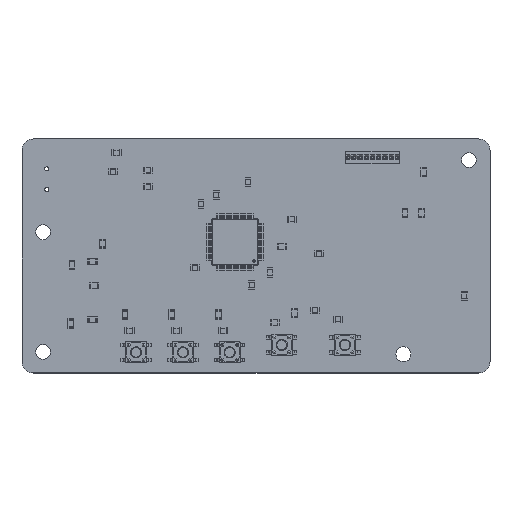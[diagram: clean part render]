
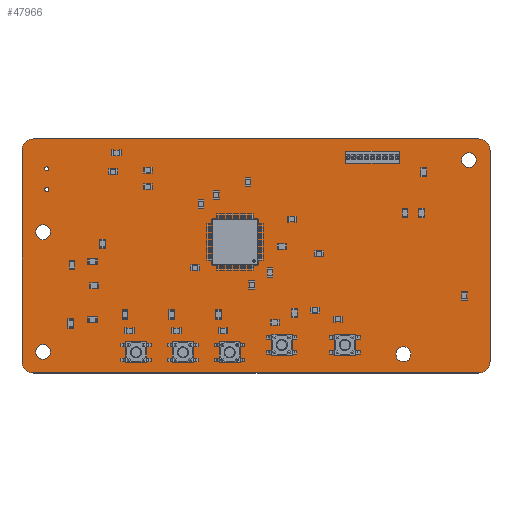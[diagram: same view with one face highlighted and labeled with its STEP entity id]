
A CAD part, top view. The second image highlights one B-rep face of the part: STEP entity #47966.
In plain terms, the highlighted planar face has unit normal (0, 0, 1).
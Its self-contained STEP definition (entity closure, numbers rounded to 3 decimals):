
#47652 = VERTEX_POINT('',#47653);
#47653 = CARTESIAN_POINT('',(195.025,-73.6,1.6));
#47659 = EDGE_CURVE('',#47652,#47660,#47662,.T.);
#47660 = VERTEX_POINT('',#47661);
#47661 = CARTESIAN_POINT('',(197.525,-76.1,1.6));
#47662 = CIRCLE('',#47663,2.5);
#47663 = AXIS2_PLACEMENT_3D('',#47664,#47665,#47666);
#47664 = CARTESIAN_POINT('',(195.025,-76.1,1.6));
#47665 = DIRECTION('',(0.,0.,-1.));
#47666 = DIRECTION('',(0.,1.,0.));
#47694 = VERTEX_POINT('',#47695);
#47695 = CARTESIAN_POINT('',(100.025,-73.6,1.6));
#47701 = EDGE_CURVE('',#47694,#47652,#47702,.T.);
#47702 = LINE('',#47703,#47704);
#47703 = CARTESIAN_POINT('',(100.025,-73.6,1.6));
#47704 = VECTOR('',#47705,1.);
#47705 = DIRECTION('',(1.,0.,0.));
#47723 = EDGE_CURVE('',#47660,#47724,#47726,.T.);
#47724 = VERTEX_POINT('',#47725);
#47725 = CARTESIAN_POINT('',(197.525,-121.1,1.6));
#47726 = LINE('',#47727,#47728);
#47727 = CARTESIAN_POINT('',(197.525,-76.1,1.6));
#47728 = VECTOR('',#47729,1.);
#47729 = DIRECTION('',(0.,-1.,0.));
#47966 = ADVANCED_FACE('',(#47967,#48013,#48024,#48035,#48046,#48057,
    #48068,#48079,#48090,#48101,#48112,#48123,#48134,#48145,#48156,
    #48167),#48178,.T.);
#47967 = FACE_BOUND('',#47968,.T.);
#47968 = EDGE_LOOP('',(#47969,#47970,#47971,#47980,#47988,#47997,#48005,
    #48012));
#47969 = ORIENTED_EDGE('',*,*,#47659,.F.);
#47970 = ORIENTED_EDGE('',*,*,#47701,.F.);
#47971 = ORIENTED_EDGE('',*,*,#47972,.F.);
#47972 = EDGE_CURVE('',#47973,#47694,#47975,.T.);
#47973 = VERTEX_POINT('',#47974);
#47974 = CARTESIAN_POINT('',(97.525,-76.1,1.6));
#47975 = CIRCLE('',#47976,2.5);
#47976 = AXIS2_PLACEMENT_3D('',#47977,#47978,#47979);
#47977 = CARTESIAN_POINT('',(100.025,-76.1,1.6));
#47978 = DIRECTION('',(0.,0.,-1.));
#47979 = DIRECTION('',(-1.,0.,-0.));
#47980 = ORIENTED_EDGE('',*,*,#47981,.F.);
#47981 = EDGE_CURVE('',#47982,#47973,#47984,.T.);
#47982 = VERTEX_POINT('',#47983);
#47983 = CARTESIAN_POINT('',(97.525,-121.1,1.6));
#47984 = LINE('',#47985,#47986);
#47985 = CARTESIAN_POINT('',(97.525,-121.1,1.6));
#47986 = VECTOR('',#47987,1.);
#47987 = DIRECTION('',(0.,1.,0.));
#47988 = ORIENTED_EDGE('',*,*,#47989,.F.);
#47989 = EDGE_CURVE('',#47990,#47982,#47992,.T.);
#47990 = VERTEX_POINT('',#47991);
#47991 = CARTESIAN_POINT('',(100.025,-123.6,1.6));
#47992 = CIRCLE('',#47993,2.5);
#47993 = AXIS2_PLACEMENT_3D('',#47994,#47995,#47996);
#47994 = CARTESIAN_POINT('',(100.025,-121.1,1.6));
#47995 = DIRECTION('',(0.,0.,-1.));
#47996 = DIRECTION('',(0.,-1.,0.));
#47997 = ORIENTED_EDGE('',*,*,#47998,.F.);
#47998 = EDGE_CURVE('',#47999,#47990,#48001,.T.);
#47999 = VERTEX_POINT('',#48000);
#48000 = CARTESIAN_POINT('',(195.025,-123.6,1.6));
#48001 = LINE('',#48002,#48003);
#48002 = CARTESIAN_POINT('',(195.025,-123.6,1.6));
#48003 = VECTOR('',#48004,1.);
#48004 = DIRECTION('',(-1.,0.,0.));
#48005 = ORIENTED_EDGE('',*,*,#48006,.F.);
#48006 = EDGE_CURVE('',#47724,#47999,#48007,.T.);
#48007 = CIRCLE('',#48008,2.5);
#48008 = AXIS2_PLACEMENT_3D('',#48009,#48010,#48011);
#48009 = CARTESIAN_POINT('',(195.025,-121.1,1.6));
#48010 = DIRECTION('',(0.,0.,-1.));
#48011 = DIRECTION('',(1.,0.,0.));
#48012 = ORIENTED_EDGE('',*,*,#47723,.F.);
#48013 = FACE_BOUND('',#48014,.T.);
#48014 = EDGE_LOOP('',(#48015));
#48015 = ORIENTED_EDGE('',*,*,#48016,.T.);
#48016 = EDGE_CURVE('',#48017,#48017,#48019,.T.);
#48017 = VERTEX_POINT('',#48018);
#48018 = CARTESIAN_POINT('',(102.025,-120.7,1.6));
#48019 = CIRCLE('',#48020,1.6);
#48020 = AXIS2_PLACEMENT_3D('',#48021,#48022,#48023);
#48021 = CARTESIAN_POINT('',(102.025,-119.1,1.6));
#48022 = DIRECTION('',(-0.,0.,-1.));
#48023 = DIRECTION('',(-0.,-1.,0.));
#48024 = FACE_BOUND('',#48025,.T.);
#48025 = EDGE_LOOP('',(#48026));
#48026 = ORIENTED_EDGE('',*,*,#48027,.T.);
#48027 = EDGE_CURVE('',#48028,#48028,#48030,.T.);
#48028 = VERTEX_POINT('',#48029);
#48029 = CARTESIAN_POINT('',(179.025,-121.2,1.6));
#48030 = CIRCLE('',#48031,1.6);
#48031 = AXIS2_PLACEMENT_3D('',#48032,#48033,#48034);
#48032 = CARTESIAN_POINT('',(179.025,-119.6,1.6));
#48033 = DIRECTION('',(-0.,0.,-1.));
#48034 = DIRECTION('',(-0.,-1.,0.));
#48035 = FACE_BOUND('',#48036,.T.);
#48036 = EDGE_LOOP('',(#48037));
#48037 = ORIENTED_EDGE('',*,*,#48038,.T.);
#48038 = EDGE_CURVE('',#48039,#48039,#48041,.T.);
#48039 = VERTEX_POINT('',#48040);
#48040 = CARTESIAN_POINT('',(102.025,-95.1,1.6));
#48041 = CIRCLE('',#48042,1.6);
#48042 = AXIS2_PLACEMENT_3D('',#48043,#48044,#48045);
#48043 = CARTESIAN_POINT('',(102.025,-93.5,1.6));
#48044 = DIRECTION('',(-0.,0.,-1.));
#48045 = DIRECTION('',(-0.,-1.,0.));
#48046 = FACE_BOUND('',#48047,.T.);
#48047 = EDGE_LOOP('',(#48048));
#48048 = ORIENTED_EDGE('',*,*,#48049,.T.);
#48049 = EDGE_CURVE('',#48050,#48050,#48052,.T.);
#48050 = VERTEX_POINT('',#48051);
#48051 = CARTESIAN_POINT('',(102.825,-84.83,1.6));
#48052 = CIRCLE('',#48053,0.45);
#48053 = AXIS2_PLACEMENT_3D('',#48054,#48055,#48056);
#48054 = CARTESIAN_POINT('',(102.825,-84.38,1.6));
#48055 = DIRECTION('',(-0.,0.,-1.));
#48056 = DIRECTION('',(-0.,-1.,0.));
#48057 = FACE_BOUND('',#48058,.T.);
#48058 = EDGE_LOOP('',(#48059));
#48059 = ORIENTED_EDGE('',*,*,#48060,.T.);
#48060 = EDGE_CURVE('',#48061,#48061,#48063,.T.);
#48061 = VERTEX_POINT('',#48062);
#48062 = CARTESIAN_POINT('',(102.825,-80.43,1.6));
#48063 = CIRCLE('',#48064,0.45);
#48064 = AXIS2_PLACEMENT_3D('',#48065,#48066,#48067);
#48065 = CARTESIAN_POINT('',(102.825,-79.98,1.6));
#48066 = DIRECTION('',(-0.,0.,-1.));
#48067 = DIRECTION('',(-0.,-1.,0.));
#48068 = FACE_BOUND('',#48069,.T.);
#48069 = EDGE_LOOP('',(#48070));
#48070 = ORIENTED_EDGE('',*,*,#48071,.T.);
#48071 = EDGE_CURVE('',#48072,#48072,#48074,.T.);
#48072 = VERTEX_POINT('',#48073);
#48073 = CARTESIAN_POINT('',(167.34,-77.85,1.6));
#48074 = CIRCLE('',#48075,0.35);
#48075 = AXIS2_PLACEMENT_3D('',#48076,#48077,#48078);
#48076 = CARTESIAN_POINT('',(167.34,-77.5,1.6));
#48077 = DIRECTION('',(-0.,0.,-1.));
#48078 = DIRECTION('',(-0.,-1.,0.));
#48079 = FACE_BOUND('',#48080,.T.);
#48080 = EDGE_LOOP('',(#48081));
#48081 = ORIENTED_EDGE('',*,*,#48082,.T.);
#48082 = EDGE_CURVE('',#48083,#48083,#48085,.T.);
#48083 = VERTEX_POINT('',#48084);
#48084 = CARTESIAN_POINT('',(168.61,-77.85,1.6));
#48085 = CIRCLE('',#48086,0.35);
#48086 = AXIS2_PLACEMENT_3D('',#48087,#48088,#48089);
#48087 = CARTESIAN_POINT('',(168.61,-77.5,1.6));
#48088 = DIRECTION('',(-0.,0.,-1.));
#48089 = DIRECTION('',(-0.,-1.,0.));
#48090 = FACE_BOUND('',#48091,.T.);
#48091 = EDGE_LOOP('',(#48092));
#48092 = ORIENTED_EDGE('',*,*,#48093,.T.);
#48093 = EDGE_CURVE('',#48094,#48094,#48096,.T.);
#48094 = VERTEX_POINT('',#48095);
#48095 = CARTESIAN_POINT('',(169.88,-77.85,1.6));
#48096 = CIRCLE('',#48097,0.35);
#48097 = AXIS2_PLACEMENT_3D('',#48098,#48099,#48100);
#48098 = CARTESIAN_POINT('',(169.88,-77.5,1.6));
#48099 = DIRECTION('',(-0.,0.,-1.));
#48100 = DIRECTION('',(-0.,-1.,0.));
#48101 = FACE_BOUND('',#48102,.T.);
#48102 = EDGE_LOOP('',(#48103));
#48103 = ORIENTED_EDGE('',*,*,#48104,.T.);
#48104 = EDGE_CURVE('',#48105,#48105,#48107,.T.);
#48105 = VERTEX_POINT('',#48106);
#48106 = CARTESIAN_POINT('',(171.15,-77.85,1.6));
#48107 = CIRCLE('',#48108,0.35);
#48108 = AXIS2_PLACEMENT_3D('',#48109,#48110,#48111);
#48109 = CARTESIAN_POINT('',(171.15,-77.5,1.6));
#48110 = DIRECTION('',(-0.,0.,-1.));
#48111 = DIRECTION('',(-0.,-1.,0.));
#48112 = FACE_BOUND('',#48113,.T.);
#48113 = EDGE_LOOP('',(#48114));
#48114 = ORIENTED_EDGE('',*,*,#48115,.T.);
#48115 = EDGE_CURVE('',#48116,#48116,#48118,.T.);
#48116 = VERTEX_POINT('',#48117);
#48117 = CARTESIAN_POINT('',(172.42,-77.85,1.6));
#48118 = CIRCLE('',#48119,0.35);
#48119 = AXIS2_PLACEMENT_3D('',#48120,#48121,#48122);
#48120 = CARTESIAN_POINT('',(172.42,-77.5,1.6));
#48121 = DIRECTION('',(-0.,0.,-1.));
#48122 = DIRECTION('',(0.,-1.,0.));
#48123 = FACE_BOUND('',#48124,.T.);
#48124 = EDGE_LOOP('',(#48125));
#48125 = ORIENTED_EDGE('',*,*,#48126,.T.);
#48126 = EDGE_CURVE('',#48127,#48127,#48129,.T.);
#48127 = VERTEX_POINT('',#48128);
#48128 = CARTESIAN_POINT('',(173.69,-77.85,1.6));
#48129 = CIRCLE('',#48130,0.35);
#48130 = AXIS2_PLACEMENT_3D('',#48131,#48132,#48133);
#48131 = CARTESIAN_POINT('',(173.69,-77.5,1.6));
#48132 = DIRECTION('',(-0.,0.,-1.));
#48133 = DIRECTION('',(-0.,-1.,0.));
#48134 = FACE_BOUND('',#48135,.T.);
#48135 = EDGE_LOOP('',(#48136));
#48136 = ORIENTED_EDGE('',*,*,#48137,.T.);
#48137 = EDGE_CURVE('',#48138,#48138,#48140,.T.);
#48138 = VERTEX_POINT('',#48139);
#48139 = CARTESIAN_POINT('',(174.96,-77.85,1.6));
#48140 = CIRCLE('',#48141,0.35);
#48141 = AXIS2_PLACEMENT_3D('',#48142,#48143,#48144);
#48142 = CARTESIAN_POINT('',(174.96,-77.5,1.6));
#48143 = DIRECTION('',(-0.,0.,-1.));
#48144 = DIRECTION('',(-0.,-1.,0.));
#48145 = FACE_BOUND('',#48146,.T.);
#48146 = EDGE_LOOP('',(#48147));
#48147 = ORIENTED_EDGE('',*,*,#48148,.T.);
#48148 = EDGE_CURVE('',#48149,#48149,#48151,.T.);
#48149 = VERTEX_POINT('',#48150);
#48150 = CARTESIAN_POINT('',(176.23,-77.85,1.6));
#48151 = CIRCLE('',#48152,0.35);
#48152 = AXIS2_PLACEMENT_3D('',#48153,#48154,#48155);
#48153 = CARTESIAN_POINT('',(176.23,-77.5,1.6));
#48154 = DIRECTION('',(-0.,0.,-1.));
#48155 = DIRECTION('',(0.,-1.,0.));
#48156 = FACE_BOUND('',#48157,.T.);
#48157 = EDGE_LOOP('',(#48158));
#48158 = ORIENTED_EDGE('',*,*,#48159,.T.);
#48159 = EDGE_CURVE('',#48160,#48160,#48162,.T.);
#48160 = VERTEX_POINT('',#48161);
#48161 = CARTESIAN_POINT('',(177.5,-77.85,1.6));
#48162 = CIRCLE('',#48163,0.35);
#48163 = AXIS2_PLACEMENT_3D('',#48164,#48165,#48166);
#48164 = CARTESIAN_POINT('',(177.5,-77.5,1.6));
#48165 = DIRECTION('',(-0.,0.,-1.));
#48166 = DIRECTION('',(-0.,-1.,0.));
#48167 = FACE_BOUND('',#48168,.T.);
#48168 = EDGE_LOOP('',(#48169));
#48169 = ORIENTED_EDGE('',*,*,#48170,.T.);
#48170 = EDGE_CURVE('',#48171,#48171,#48173,.T.);
#48171 = VERTEX_POINT('',#48172);
#48172 = CARTESIAN_POINT('',(193.025,-79.7,1.6));
#48173 = CIRCLE('',#48174,1.6);
#48174 = AXIS2_PLACEMENT_3D('',#48175,#48176,#48177);
#48175 = CARTESIAN_POINT('',(193.025,-78.1,1.6));
#48176 = DIRECTION('',(-0.,0.,-1.));
#48177 = DIRECTION('',(-0.,-1.,0.));
#48178 = PLANE('',#48179);
#48179 = AXIS2_PLACEMENT_3D('',#48180,#48181,#48182);
#48180 = CARTESIAN_POINT('',(0.,0.,1.6));
#48181 = DIRECTION('',(0.,0.,1.));
#48182 = DIRECTION('',(1.,0.,-0.));
